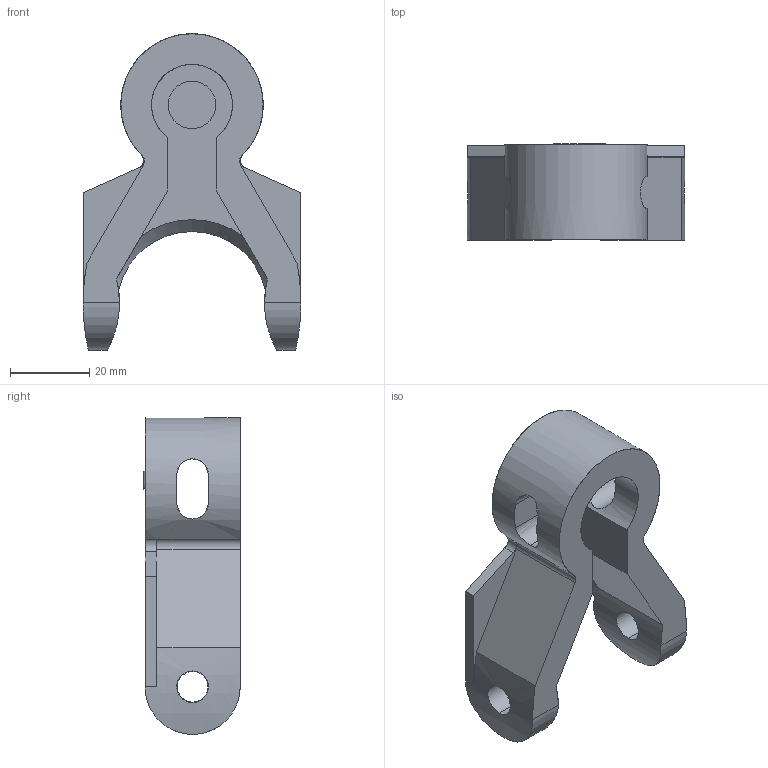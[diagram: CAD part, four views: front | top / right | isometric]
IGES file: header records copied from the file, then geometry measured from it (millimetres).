
Start section: SolidWorks IGES file using analytic representation for surfaces
Global section: file name: 02.02.600028_Placa CMA 50 AL.IGS; native system: SolidWorks 2024; preprocessor: SolidWorks 2024; author: User; date: 250922.141057; units: millimetre
Bounding box: 55 x 24.3 x 80 mm (x, y, z)
Surface area: 13660.2 mm2 (no closed solid volume)
Topology: 0 solids, 0 shells, 145 faces, 2424 edges, 2424 vertices
Faces by surface type: bspline 118, revolution 27
